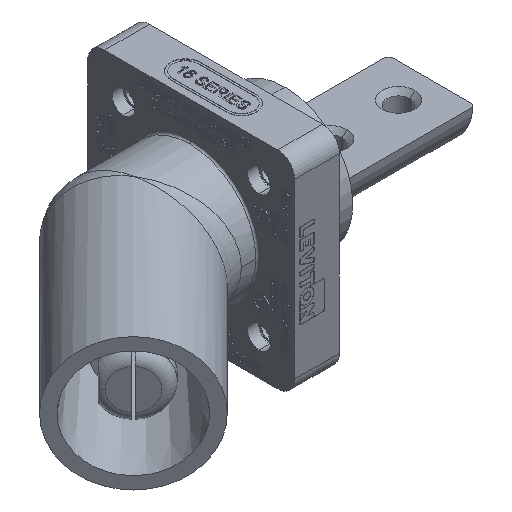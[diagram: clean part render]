
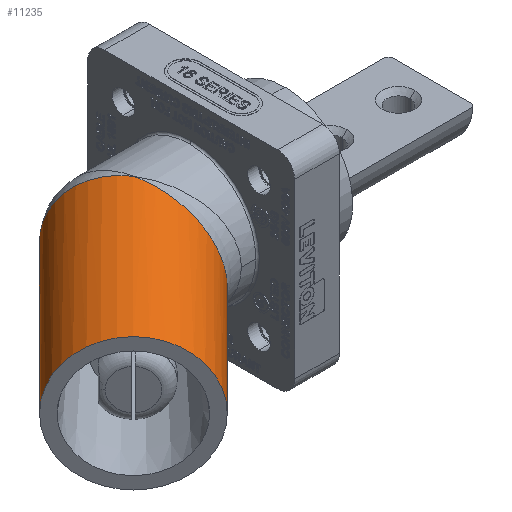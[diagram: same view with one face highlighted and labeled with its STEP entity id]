
A CAD part, isometric view. The second image highlights one B-rep face of the part: STEP entity #11235.
In plain terms, the highlighted cylindrical face has radius 18.669 mm (diameter 37.338 mm), a partial arc.
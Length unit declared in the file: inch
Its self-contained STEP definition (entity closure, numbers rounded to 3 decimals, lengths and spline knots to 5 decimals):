
#2896 = VERTEX_POINT ( 'NONE', #90639 ) ;
#3357 = CARTESIAN_POINT ( 'NONE',  ( 0.81767, 2.34873, 2.62704 ) ) ;
#4626 = CYLINDRICAL_SURFACE ( 'NONE', #106937, 0.735 ) ;
#7491 =( BOUNDED_CURVE ( )  B_SPLINE_CURVE ( 3, ( #77308, #98014, #9344, #86384 ),
 .UNSPECIFIED., .F., .F. ) 
 B_SPLINE_CURVE_WITH_KNOTS ( ( 4, 4 ),
 ( 0., 1.5708 ),
 .UNSPECIFIED. ) 
 CURVE ( )  GEOMETRIC_REPRESENTATION_ITEM ( )  RATIONAL_B_SPLINE_CURVE ( ( 1., 0.805, 0.805, 1. ) ) 
 REPRESENTATION_ITEM ( '' )  );
#7530 = ORIENTED_EDGE ( 'NONE', *, *, #38353, .T. ) ;
#9344 = CARTESIAN_POINT ( 'NONE',  ( 0.43512, 1.35728, 3.36204 ) ) ;
#9517 = CARTESIAN_POINT ( 'NONE',  ( 0.51573, 1.00734, 2.62704 ) ) ;
#10158 =( BOUNDED_CURVE ( )  B_SPLINE_CURVE ( 3, ( #16684, #68446, #86555, #107896 ),
 .UNSPECIFIED., .F., .F. ) 
 B_SPLINE_CURVE_WITH_KNOTS ( ( 4, 4 ),
 ( 1.5708, 3.14159 ),
 .UNSPECIFIED. ) 
 CURVE ( )  GEOMETRIC_REPRESENTATION_ITEM ( )  RATIONAL_B_SPLINE_CURVE ( ( 1., 0.805, 0.805, 1. ) ) 
 REPRESENTATION_ITEM ( '' )  );
#11235 = ADVANCED_FACE ( 'NONE', ( #103624 ), #4626, .T. ) ;
#14374 = ORIENTED_EDGE ( 'NONE', *, *, #94147, .T. ) ;
#15768 = CIRCLE ( 'NONE', #19960, 0.735 ) ;
#16684 = CARTESIAN_POINT ( 'NONE',  ( 0.32112, 1.85218, 3.36204 ) ) ;
#18040 = LINE ( 'NONE', #115748, #87589 ) ;
#19960 = AXIS2_PLACEMENT_3D ( 'NONE', #37647, #27939, #64865 ) ;
#26208 = ORIENTED_EDGE ( 'NONE', *, *, #44817, .F. ) ;
#27939 = DIRECTION ( 'NONE',  ( 0.707, 0.707, 0. ) ) ;
#35699 = DIRECTION ( 'NONE',  ( -0.707, -0.707, 0. ) ) ;
#35980 = VERTEX_POINT ( 'NONE', #61802 ) ;
#36307 = CARTESIAN_POINT ( 'NONE',  ( -0.09317, 2.47734, 2.62704 ) ) ;
#37647 = CARTESIAN_POINT ( 'NONE',  ( -1.21613, 0.31493, 2.62704 ) ) ;
#38353 = EDGE_CURVE ( 'NONE', #113863, #35980, #15768, .T. ) ;
#44817 = EDGE_CURVE ( 'NONE', #123315, #35980, #121042, .T. ) ;
#55635 = EDGE_CURVE ( 'NONE', #123315, #2896, #7491, .T. ) ;
#61802 = CARTESIAN_POINT ( 'NONE',  ( -0.69641, -0.2048, 2.62704 ) ) ;
#62804 = CARTESIAN_POINT ( 'NONE',  ( 1.33739, 1.82901, 2.62704 ) ) ;
#63614 = VECTOR ( 'NONE', #102252, 39.37008 ) ;
#64865 = DIRECTION ( 'NONE',  ( -0.707, 0.707, 0. ) ) ;
#68446 = CARTESIAN_POINT ( 'NONE',  ( 0.07844, 2.21839, 3.36204 ) ) ;
#70892 = DIRECTION ( 'NONE',  ( -0.707, -0.707, 0. ) ) ;
#72199 = ORIENTED_EDGE ( 'NONE', *, *, #55635, .T. ) ;
#77308 = CARTESIAN_POINT ( 'NONE',  ( 0.51573, 1.00734, 2.62704 ) ) ;
#79046 = EDGE_LOOP ( 'NONE', ( #85925, #14374, #7530, #26208, #72199 ) ) ;
#79241 = EDGE_CURVE ( 'NONE', #2896, #92339, #10158, .T. ) ;
#85925 = ORIENTED_EDGE ( 'NONE', *, *, #79241, .T. ) ;
#86384 = CARTESIAN_POINT ( 'NONE',  ( 0.32112, 1.85218, 3.36204 ) ) ;
#86555 = CARTESIAN_POINT ( 'NONE',  ( -0.09317, 2.47734, 3.0576 ) ) ;
#87589 = VECTOR ( 'NONE', #70892, 39.37008 ) ;
#90639 = CARTESIAN_POINT ( 'NONE',  ( 0.32112, 1.85218, 3.36204 ) ) ;
#92339 = VERTEX_POINT ( 'NONE', #36307 ) ;
#94147 = EDGE_CURVE ( 'NONE', #92339, #113863, #18040, .T. ) ;
#98014 = CARTESIAN_POINT ( 'NONE',  ( 0.51573, 1.00734, 3.0576 ) ) ;
#102252 = DIRECTION ( 'NONE',  ( -0.707, -0.707, 0. ) ) ;
#103624 = FACE_OUTER_BOUND ( 'NONE', #79046, .T. ) ;
#106937 = AXIS2_PLACEMENT_3D ( 'NONE', #3357, #35699, #113981 ) ;
#107896 = CARTESIAN_POINT ( 'NONE',  ( -0.09317, 2.47734, 2.62704 ) ) ;
#113863 = VERTEX_POINT ( 'NONE', #119737 ) ;
#113981 = DIRECTION ( 'NONE',  ( 0.707, -0.707, 0. ) ) ;
#115748 = CARTESIAN_POINT ( 'NONE',  ( 0.29795, 2.86845, 2.62704 ) ) ;
#119737 = CARTESIAN_POINT ( 'NONE',  ( -1.73586, 0.83465, 2.62704 ) ) ;
#121042 = LINE ( 'NONE', #62804, #63614 ) ;
#123315 = VERTEX_POINT ( 'NONE', #9517 ) ;
